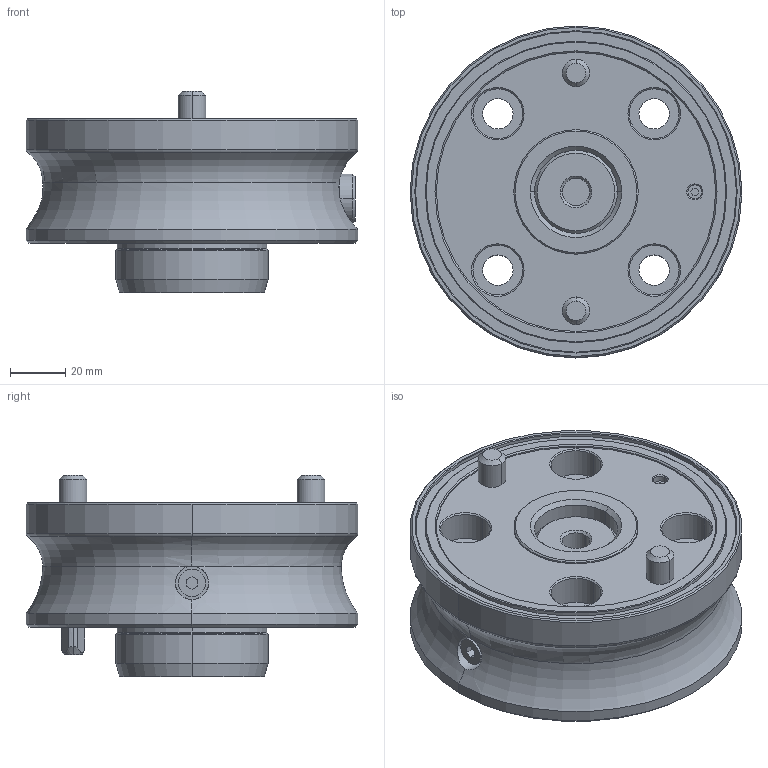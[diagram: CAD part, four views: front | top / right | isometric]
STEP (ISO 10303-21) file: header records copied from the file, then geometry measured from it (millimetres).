
FILE_DESCRIPTION (( 'STEP AP203' ), '1' );
FILE_NAME ('cp125-12001.STEP', '2021-10-25T23:50:46', ( '' ), ( '' ), 'SwSTEP 2.0', 'SolidWorks 2020', '' );
FILE_SCHEMA (( 'CONFIG_CONTROL_DESIGN' ));
Length unit declared in the file: millimetre
Products named in the file (3): cp125-12001; cp125-12001_01; cp125-12001_02
Assembly tree (2 placements, depth 2):
  cp125-12001
    cp125-12001_01
    cp125-12001_02
Bounding box: 120 x 120 x 73 mm (x, y, z)
Volume: 448174.7 mm3; surface area: 57797.8 mm2
Topology: 2 solids, 2 shells, 196 faces, 423 edges, 257 vertices
Faces by surface type: cone 64, cylinder 64, plane 56, torus 12
Entity records: 5983 total; most frequent: CARTESIAN_POINT 1265, DIRECTION 1018, ORIENTED_EDGE 846, EDGE_CURVE 423, AXIS2_PLACEMENT_3D 416, VERTEX_POINT 257, EDGE_LOOP 230, CIRCLE 215
